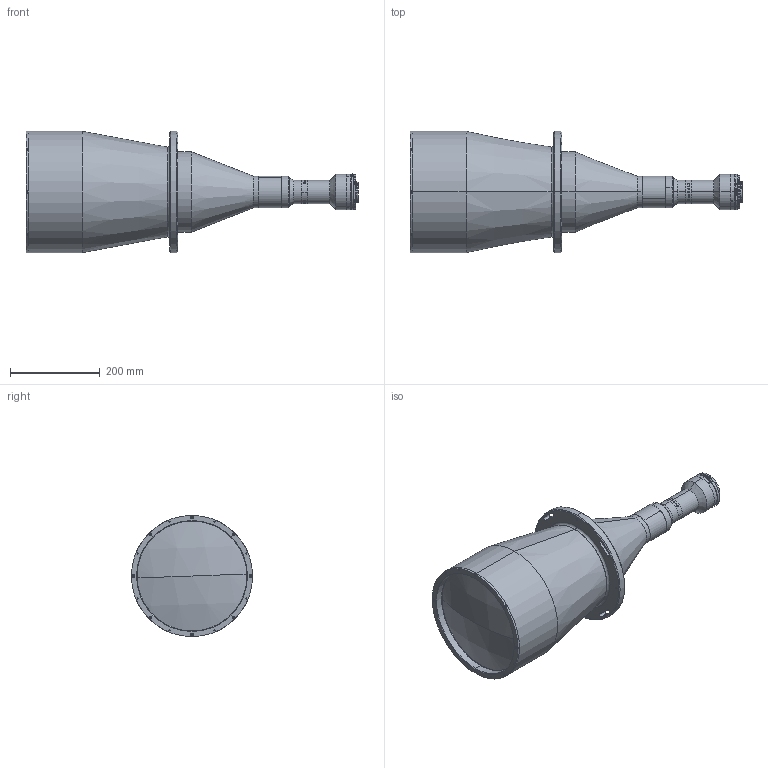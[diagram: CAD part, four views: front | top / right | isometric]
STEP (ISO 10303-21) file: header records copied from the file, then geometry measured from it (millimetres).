
FILE_DESCRIPTION (( 'STEP AP203' ), '1' );
FILE_NAME ('XF-PTL23838-F.STEP', '2019-07-22T06:49:51', ( 'puyufan' ), ( '' ), 'SwSTEP 2.0', 'SolidWorks 2014', '' );
FILE_SCHEMA (( 'CONFIG_CONTROL_DESIGN' ));
Length unit declared in the file: millimetre
Products named in the file (1): XF-PTL23838-F
Bounding box: 739.36 x 270 x 270 mm (x, y, z)
Surface area: 575808.2 mm2 (no closed solid volume)
Topology: 0 solids, 49 shells, 340 faces, 1497 edges, 1205 vertices
Faces by surface type: cylinder 164, plane 112, cone 44, torus 16, sphere 4
Entity records: 20439 total; most frequent: CARTESIAN_POINT 8209, DIRECTION 2560, ORIENTED_EDGE 2135, EDGE_CURVE 1497, VERTEX_POINT 1205, AXIS2_PLACEMENT_3D 968, CIRCLE 627, VECTOR 624
